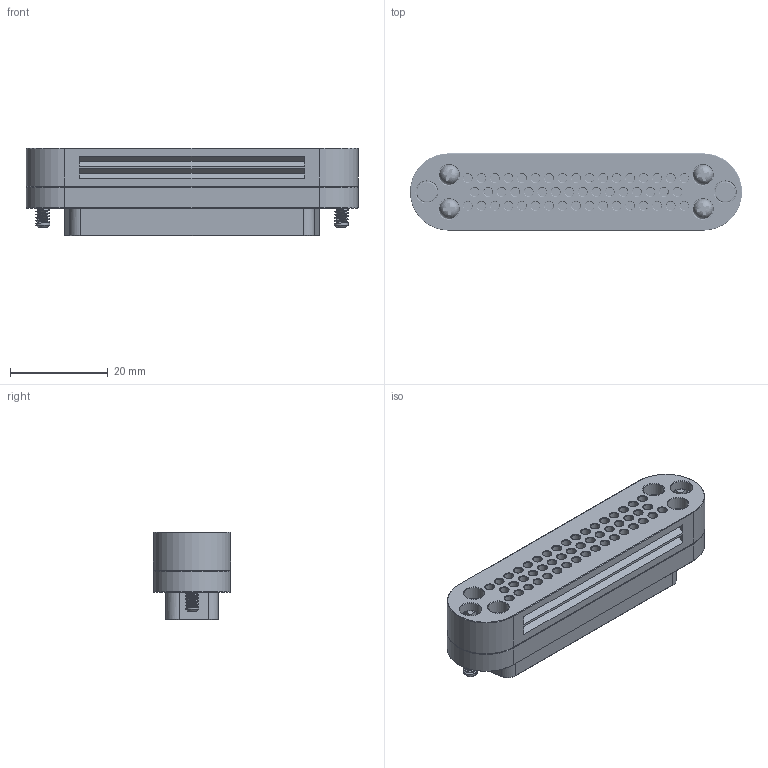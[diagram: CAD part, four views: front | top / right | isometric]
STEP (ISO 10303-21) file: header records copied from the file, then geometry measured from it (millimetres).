
FILE_DESCRIPTION (( 'STEP AP214' ), '1' );
FILE_NAME ('XF-D50.STEP', '2022-12-02T06:29:37', ( '' ), ( '' ), 'SwSTEP 2.0', 'SolidWorks 2020', '' );
FILE_SCHEMA (( 'AUTOMOTIVE_DESIGN' ));
Length unit declared in the file: millimetre
Products named in the file (6): 厙劃陬渀; SCRW-M3; XF-D50-02; XF-D50; UNC#4-40-12.7; XF-D50-01
Assembly tree (58 placements, depth 2):
  XF-D50
    XF-D50-01
    XF-D50-02
    SCRW-M3  x4
    UNC#4-40-12.7  x2
    厙劃陬渀  x50
Bounding box: 68 x 15.8 x 18 mm (x, y, z)
Volume: 13878 mm3; surface area: 17917.8 mm2
Topology: 58 solids, 58 shells, 1617 faces, 3606 edges, 2270 vertices
Faces by surface type: plane 659, cylinder 582, cone 338, bspline 30, torus 8
Full cylindrical faces by diameter (mm): 1.6 x50, 1.66 x50, 1.8 x100, 2 x2, 2.22 x50, 2.4 x50, 2.5 x28, 3 x68, 3.2 x4, 4 x4, 4.2 x4, 4.3 x2, 4.5 x2
Entity records: 24148 total; most frequent: CARTESIAN_POINT 11368, DIRECTION 2735, ORIENTED_EDGE 1820, EDGE_LOOP 1280, AXIS2_PLACEMENT_3D 1265, EDGE_CURVE 910, VERTEX_POINT 782, FACE_OUTER_BOUND 772
